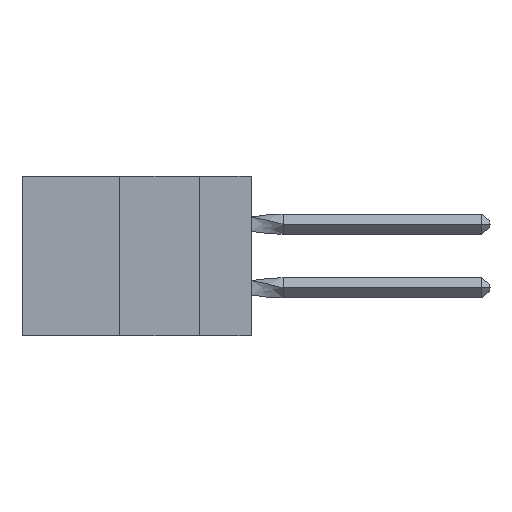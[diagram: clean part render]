
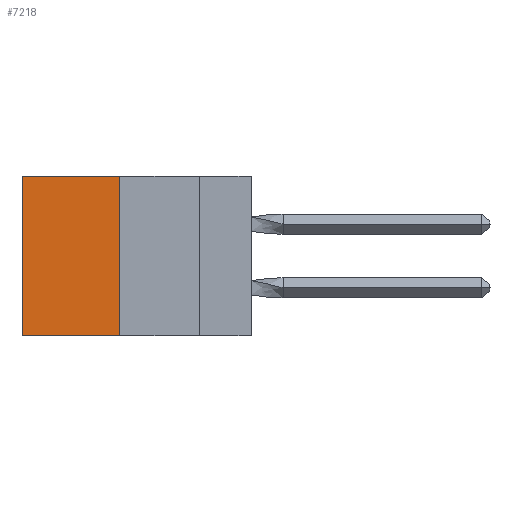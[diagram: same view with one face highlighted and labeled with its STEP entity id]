
A CAD part, left-side view. The second image highlights one B-rep face of the part: STEP entity #7218.
In plain terms, the highlighted planar face has unit normal (-1, 0, 0).
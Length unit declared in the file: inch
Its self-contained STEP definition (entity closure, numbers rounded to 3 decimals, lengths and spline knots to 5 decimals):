
#308 = LINE ( 'NONE', #17359, #18774 ) ;
#370 = CARTESIAN_POINT ( 'NONE',  ( 0.305, 0.413, -0.5 ) ) ;
#2200 = CARTESIAN_POINT ( 'NONE',  ( 0.305, 0.413, 0. ) ) ;
#2421 = LINE ( 'NONE', #19735, #6420 ) ;
#2706 = DIRECTION ( 'NONE',  ( 0., 0., -1. ) ) ;
#5076 = VERTEX_POINT ( 'NONE', #23694 ) ;
#6420 = VECTOR ( 'NONE', #11195, 39.37008 ) ;
#7218 = ADVANCED_FACE ( 'NONE', ( #7438 ), #28446, .F. ) ;
#7438 = FACE_OUTER_BOUND ( 'NONE', #9704, .T. ) ;
#7786 = VERTEX_POINT ( 'NONE', #23611 ) ;
#9138 = DIRECTION ( 'NONE',  ( 0., 1., 0. ) ) ;
#9704 = EDGE_LOOP ( 'NONE', ( #26663, #32444, #36144, #15788 ) ) ;
#10997 = DIRECTION ( 'NONE',  ( 0., 1., 0. ) ) ;
#11195 = DIRECTION ( 'NONE',  ( 0., 0., -1. ) ) ;
#11544 = DIRECTION ( 'NONE',  ( 0., 0., -1. ) ) ;
#11868 = LINE ( 'NONE', #11970, #20840 ) ;
#11970 = CARTESIAN_POINT ( 'NONE',  ( 0.305, 0.413, -0.5 ) ) ;
#13863 = EDGE_CURVE ( 'NONE', #32473, #17827, #11868, .T. ) ;
#13895 = LINE ( 'NONE', #2200, #24626 ) ;
#14425 = DIRECTION ( 'NONE',  ( 1., 0., 0. ) ) ;
#15334 = EDGE_CURVE ( 'NONE', #7786, #5076, #13895, .T. ) ;
#15788 = ORIENTED_EDGE ( 'NONE', *, *, #15334, .T. ) ;
#17254 = CARTESIAN_POINT ( 'NONE',  ( 0.305, 0.72, -0.5 ) ) ;
#17359 = CARTESIAN_POINT ( 'NONE',  ( 0.305, 0.72, -0.5 ) ) ;
#17691 = EDGE_CURVE ( 'NONE', #7786, #32473, #2421, .T. ) ;
#17827 = VERTEX_POINT ( 'NONE', #17254 ) ;
#18774 = VECTOR ( 'NONE', #11544, 39.37008 ) ;
#19735 = CARTESIAN_POINT ( 'NONE',  ( 0.305, 0.413, -0.5 ) ) ;
#20840 = VECTOR ( 'NONE', #9138, 39.37008 ) ;
#23611 = CARTESIAN_POINT ( 'NONE',  ( 0.305, 0.413, 0. ) ) ;
#23694 = CARTESIAN_POINT ( 'NONE',  ( 0.305, 0.72, 0. ) ) ;
#24626 = VECTOR ( 'NONE', #10997, 39.37008 ) ;
#26663 = ORIENTED_EDGE ( 'NONE', *, *, #29873, .T. ) ;
#28446 = PLANE ( 'NONE',  #36778 ) ;
#29873 = EDGE_CURVE ( 'NONE', #5076, #17827, #308, .T. ) ;
#32444 = ORIENTED_EDGE ( 'NONE', *, *, #13863, .F. ) ;
#32473 = VERTEX_POINT ( 'NONE', #370 ) ;
#36144 = ORIENTED_EDGE ( 'NONE', *, *, #17691, .F. ) ;
#36455 = CARTESIAN_POINT ( 'NONE',  ( 0.305, 0.413, -0.5 ) ) ;
#36778 = AXIS2_PLACEMENT_3D ( 'NONE', #36455, #14425, #2706 ) ;
